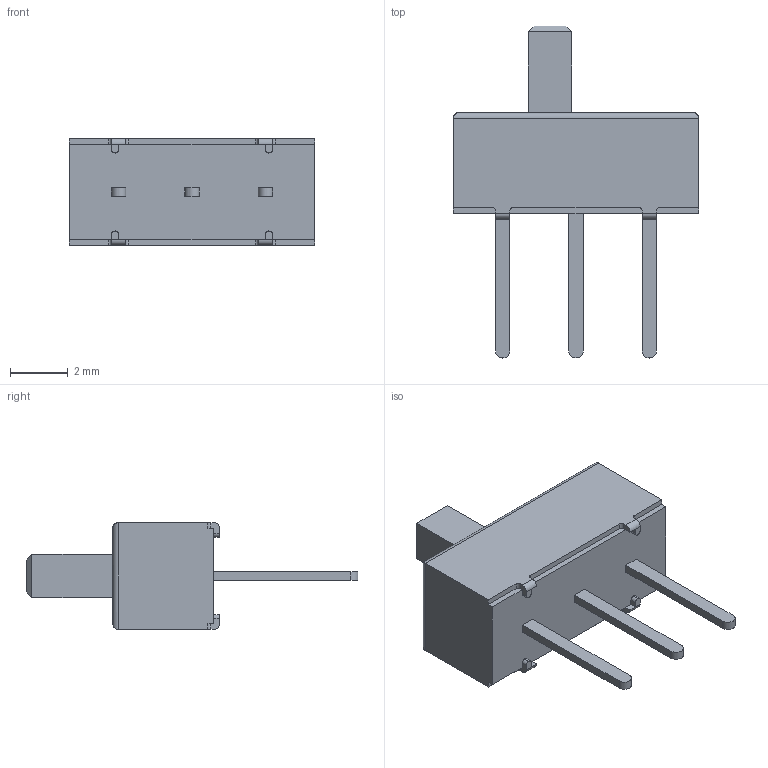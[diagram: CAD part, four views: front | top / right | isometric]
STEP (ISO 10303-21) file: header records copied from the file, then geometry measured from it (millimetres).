
FILE_DESCRIPTION (( 'STEP AP214' ), '1' );
FILE_NAME ('User Library-Mini Slide Switch-3Ppin-SPDT-0.3A.STEP', '2017-06-14T14:14:42', ( 'Windows User' ), ( '' ), 'SwSTEP 2.0', 'SolidWorks 2017', '' );
FILE_SCHEMA (( 'AUTOMOTIVE_DESIGN' ));
Length unit declared in the file: millimetre
Products named in the file (1): User Library-Mini Slide Switch-3Ppin-SPDT-0.3A
Bounding box: 8.5 x 11.5 x 3.7 mm (x, y, z)
Volume: 117.6 mm3; surface area: 191.7 mm2
Topology: 1 solids, 1 shells, 89 faces, 230 edges, 148 vertices
Faces by surface type: plane 64, cylinder 25
Entity records: 3559 total; most frequent: CARTESIAN_POINT 480, ORIENTED_EDGE 460, DIRECTION 448, EDGE_CURVE 230, LINE 184, VECTOR 184, VERTEX_POINT 148, AXIS2_PLACEMENT_3D 132
